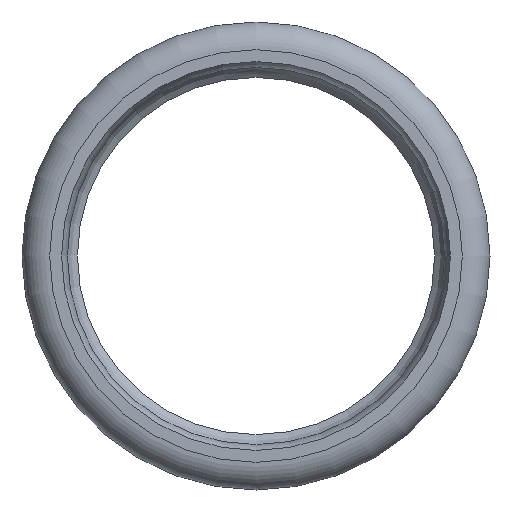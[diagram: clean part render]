
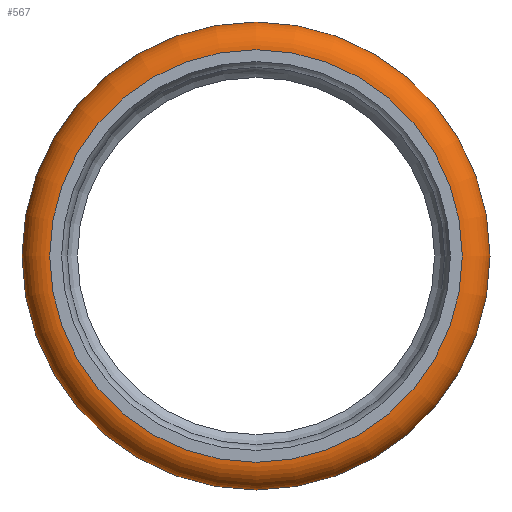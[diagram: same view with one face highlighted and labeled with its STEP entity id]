
A CAD part, left-side view. The second image highlights one B-rep face of the part: STEP entity #567.
In plain terms, the highlighted toroidal (fillet/blend) face has major radius 41.65 mm and minor radius 5.6 mm.
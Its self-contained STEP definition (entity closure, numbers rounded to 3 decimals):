
#26=TOROIDAL_SURFACE('',#662,41.65,5.6);
#77=FACE_OUTER_BOUND('',#103,.T.);
#103=EDGE_LOOP('',(#455,#456,#457,#458,#459,#460));
#122=CIRCLE('',#604,46.647);
#123=CIRCLE('',#605,46.647);
#170=CIRCLE('',#663,41.65);
#171=CIRCLE('',#664,5.6);
#172=CIRCLE('',#665,41.65);
#204=VERTEX_POINT('',#966);
#205=VERTEX_POINT('',#968);
#245=VERTEX_POINT('',#1099);
#246=VERTEX_POINT('',#1100);
#274=EDGE_CURVE('',#204,#205,#122,.T.);
#275=EDGE_CURVE('',#205,#204,#123,.T.);
#327=EDGE_CURVE('',#245,#246,#170,.T.);
#328=EDGE_CURVE('',#246,#205,#171,.T.);
#329=EDGE_CURVE('',#246,#245,#172,.T.);
#455=ORIENTED_EDGE('',*,*,#327,.T.);
#456=ORIENTED_EDGE('',*,*,#328,.T.);
#457=ORIENTED_EDGE('',*,*,#274,.F.);
#458=ORIENTED_EDGE('',*,*,#275,.F.);
#459=ORIENTED_EDGE('',*,*,#328,.F.);
#460=ORIENTED_EDGE('',*,*,#329,.T.);
#567=ADVANCED_FACE('',(#77),#26,.T.);
#604=AXIS2_PLACEMENT_3D('',#969,#715,#716);
#605=AXIS2_PLACEMENT_3D('',#970,#717,#718);
#662=AXIS2_PLACEMENT_3D('',#1098,#836,#837);
#663=AXIS2_PLACEMENT_3D('',#1101,#838,#839);
#664=AXIS2_PLACEMENT_3D('',#1102,#840,#841);
#665=AXIS2_PLACEMENT_3D('',#1103,#842,#843);
#715=DIRECTION('center_axis',(1.,0.,0.));
#716=DIRECTION('ref_axis',(0.,0.,-1.));
#717=DIRECTION('center_axis',(1.,0.,0.));
#718=DIRECTION('ref_axis',(0.,0.,-1.));
#836=DIRECTION('center_axis',(-1.,0.,0.));
#837=DIRECTION('ref_axis',(0.,0.,-1.));
#838=DIRECTION('center_axis',(1.,0.,0.));
#839=DIRECTION('ref_axis',(0.,1.,0.));
#840=DIRECTION('center_axis',(0.,1.,0.));
#841=DIRECTION('ref_axis',(0.,0.,1.));
#842=DIRECTION('center_axis',(1.,0.,0.));
#843=DIRECTION('ref_axis',(0.,1.,0.));
#966=CARTESIAN_POINT('',(-133.872,0.,-46.647));
#968=CARTESIAN_POINT('',(-133.872,0.,46.647));
#969=CARTESIAN_POINT('Origin',(-133.872,0.,0.));
#970=CARTESIAN_POINT('Origin',(-133.872,0.,0.));
#1098=CARTESIAN_POINT('Origin',(-136.4,0.,0.));
#1099=CARTESIAN_POINT('',(-142.,41.65,0.));
#1100=CARTESIAN_POINT('',(-142.,0.,41.65));
#1101=CARTESIAN_POINT('Origin',(-142.,0.,0.));
#1102=CARTESIAN_POINT('Origin',(-136.4,0.,41.65));
#1103=CARTESIAN_POINT('Origin',(-142.,0.,0.));
